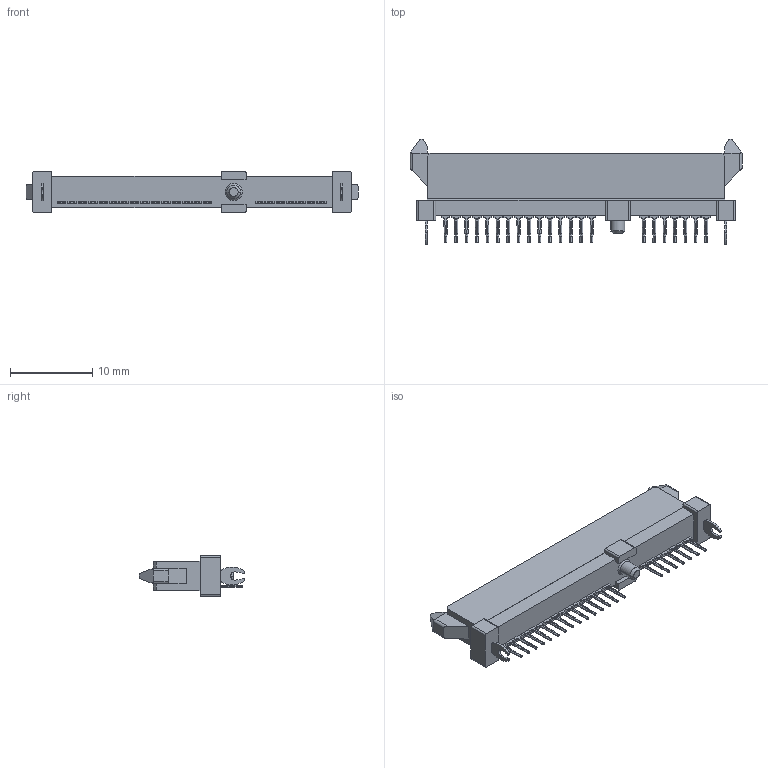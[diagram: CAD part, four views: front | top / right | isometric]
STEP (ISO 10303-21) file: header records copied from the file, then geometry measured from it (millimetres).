
FILE_DESCRIPTION((''),'2;1');
FILE_NAME('10017660-001C','2019-09-23T',('KumarP'),('AFCI'),'CREO PARAMETRIC BY PTC INC, 2016130','CREO PARAMETRIC BY PTC INC, 2016130','');
FILE_SCHEMA(('CONFIG_CONTROL_DESIGN'));
Length unit declared in the file: inch
Products named in the file (1): 10017660-001C
Bounding box: 40.43 x 12.8 x 5 mm (x, y, z)
Volume: 827.1 mm3; surface area: 1501.9 mm2
Topology: 1 solids, 1 shells, 1005 faces, 2572 edges, 1596 vertices
Faces by surface type: plane 425, cylinder 268, cone 180, bspline 88, torus 44
Entity records: 35398 total; most frequent: CARTESIAN_POINT 12473, ORIENTED_EDGE 5144, DIRECTION 4106, EDGE_CURVE 2572, VERTEX_POINT 1596, VECTOR 1520, LINE 1520, AXIS2_PLACEMENT_3D 1293
